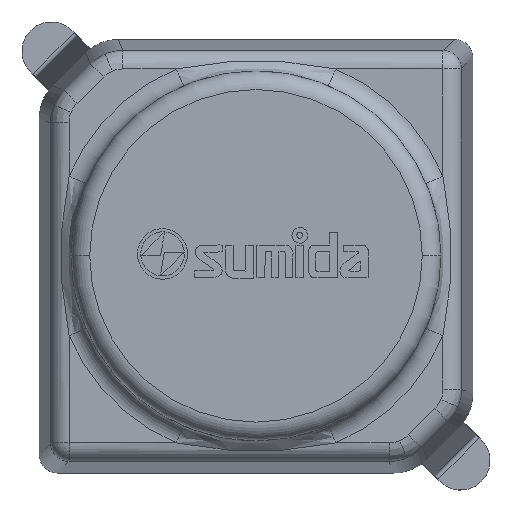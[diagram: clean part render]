
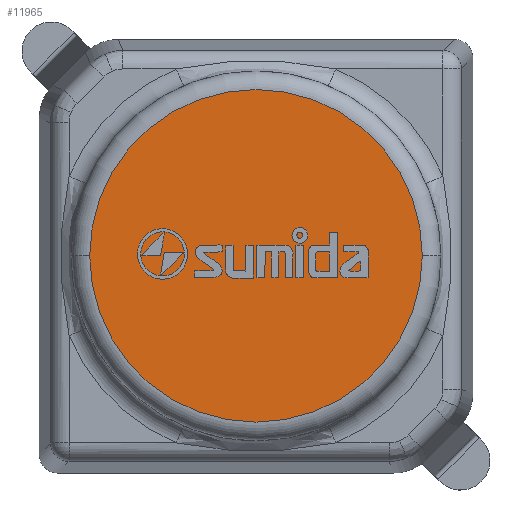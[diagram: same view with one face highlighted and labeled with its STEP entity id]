
A CAD part, top view. The second image highlights one B-rep face of the part: STEP entity #11965.
In plain terms, the highlighted planar face has unit normal (0, 0, 1).
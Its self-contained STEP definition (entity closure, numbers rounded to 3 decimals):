
#409 = CARTESIAN_POINT ( 'NONE',  ( 0., 0., 2.7 ) ) ;
#1032 = AXIS2_PLACEMENT_3D ( 'NONE', #2636, #10139, #1712 ) ;
#1245 = DIRECTION ( 'NONE',  ( 0., 0., 1. ) ) ;
#1712 = DIRECTION ( 'NONE',  ( 1., 0., 0. ) ) ;
#1713 = CARTESIAN_POINT ( 'NONE',  ( 0., 0., 2.7 ) ) ;
#2082 = CARTESIAN_POINT ( 'NONE',  ( -1.8, 0., 2.7 ) ) ;
#2179 = AXIS2_PLACEMENT_3D ( 'NONE', #409, #1245, #3088 ) ;
#2458 = CIRCLE ( 'NONE', #5614, 1.8 ) ;
#2507 = EDGE_CURVE ( 'NONE', #5307, #6043, #2458, .T. ) ;
#2636 = CARTESIAN_POINT ( 'NONE',  ( 0., 0., 2.7 ) ) ;
#3088 = DIRECTION ( 'NONE',  ( 1., 0., 0. ) ) ;
#3265 = PLANE ( 'NONE',  #2179 ) ;
#4146 = EDGE_CURVE ( 'NONE', #6043, #5307, #4780, .T. ) ;
#4780 = CIRCLE ( 'NONE', #1032, 1.8 ) ;
#5307 = VERTEX_POINT ( 'NONE', #11782 ) ;
#5581 = ORIENTED_EDGE ( 'NONE', *, *, #4146, .T. ) ;
#5614 = AXIS2_PLACEMENT_3D ( 'NONE', #1713, #10917, #10024 ) ;
#6043 = VERTEX_POINT ( 'NONE', #2082 ) ;
#9863 = ORIENTED_EDGE ( 'NONE', *, *, #2507, .T. ) ;
#9982 = EDGE_LOOP ( 'NONE', ( #9863, #5581 ) ) ;
#10024 = DIRECTION ( 'NONE',  ( 1., 0., 0. ) ) ;
#10139 = DIRECTION ( 'NONE',  ( 0., 0., 1. ) ) ;
#10917 = DIRECTION ( 'NONE',  ( 0., 0., 1. ) ) ;
#11552 = FACE_OUTER_BOUND ( 'NONE', #9982, .T. ) ;
#11782 = CARTESIAN_POINT ( 'NONE',  ( 1.8, 0., 2.7 ) ) ;
#11965 = ADVANCED_FACE ( 'NONE', ( #11552 ), #3265, .T. ) ;
